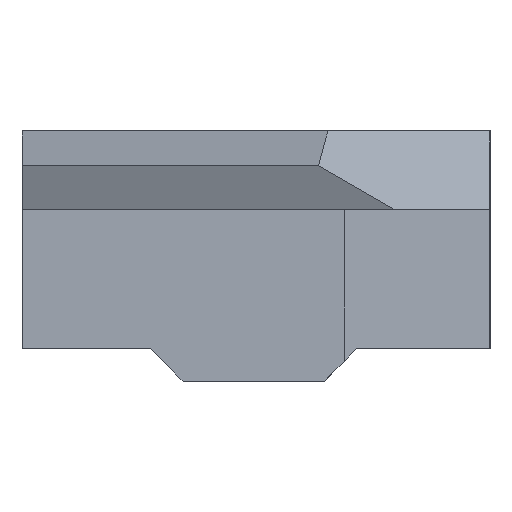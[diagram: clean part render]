
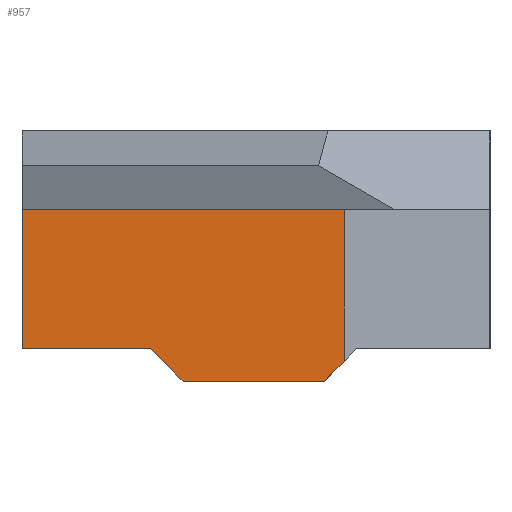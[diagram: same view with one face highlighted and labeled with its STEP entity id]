
A CAD part, left-side view. The second image highlights one B-rep face of the part: STEP entity #957.
In plain terms, the highlighted planar face has unit normal (-1, 0, 0).
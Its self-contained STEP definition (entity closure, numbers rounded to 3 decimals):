
#62=FACE_OUTER_BOUND('',#111,.T.);
#111=EDGE_LOOP('',(#703,#704,#705,#706,#707,#708,#709));
#199=LINE('',#1425,#321);
#203=LINE('',#1433,#325);
#204=LINE('',#1435,#326);
#205=LINE('',#1437,#327);
#206=LINE('',#1439,#328);
#207=LINE('',#1441,#329);
#208=LINE('',#1442,#330);
#321=VECTOR('',#1152,10.);
#325=VECTOR('',#1158,10.);
#326=VECTOR('',#1159,10.);
#327=VECTOR('',#1160,10.);
#328=VECTOR('',#1161,10.);
#329=VECTOR('',#1162,10.);
#330=VECTOR('',#1163,10.);
#431=VERTEX_POINT('',#1422);
#432=VERTEX_POINT('',#1424);
#435=VERTEX_POINT('',#1432);
#436=VERTEX_POINT('',#1434);
#437=VERTEX_POINT('',#1436);
#438=VERTEX_POINT('',#1438);
#439=VERTEX_POINT('',#1440);
#536=EDGE_CURVE('',#431,#432,#199,.T.);
#540=EDGE_CURVE('',#435,#431,#203,.T.);
#541=EDGE_CURVE('',#436,#435,#204,.T.);
#542=EDGE_CURVE('',#436,#437,#205,.T.);
#543=EDGE_CURVE('',#438,#437,#206,.T.);
#544=EDGE_CURVE('',#439,#438,#207,.T.);
#545=EDGE_CURVE('',#432,#439,#208,.T.);
#703=ORIENTED_EDGE('',*,*,#536,.F.);
#704=ORIENTED_EDGE('',*,*,#540,.F.);
#705=ORIENTED_EDGE('',*,*,#541,.F.);
#706=ORIENTED_EDGE('',*,*,#542,.T.);
#707=ORIENTED_EDGE('',*,*,#543,.F.);
#708=ORIENTED_EDGE('',*,*,#544,.F.);
#709=ORIENTED_EDGE('',*,*,#545,.F.);
#916=PLANE('',#1020);
#957=ADVANCED_FACE('',(#62),#916,.T.);
#1020=AXIS2_PLACEMENT_3D('',#1431,#1156,#1157);
#1152=DIRECTION('',(0.,0.,-1.));
#1156=DIRECTION('center_axis',(-1.,0.,0.));
#1157=DIRECTION('ref_axis',(0.,-1.,0.));
#1158=DIRECTION('',(0.,-1.,0.));
#1159=DIRECTION('',(0.,0.,1.));
#1160=DIRECTION('',(0.,-1.,0.));
#1161=DIRECTION('',(0.,0.707,0.707));
#1162=DIRECTION('',(0.,1.,0.));
#1163=DIRECTION('',(0.,0.707,-0.707));
#1422=CARTESIAN_POINT('',(-24.,6.29,6.));
#1424=CARTESIAN_POINT('',(-24.,6.29,-0.54));
#1425=CARTESIAN_POINT('',(-24.,6.29,0.));
#1431=CARTESIAN_POINT('Origin',(-24.,20.2,0.));
#1432=CARTESIAN_POINT('',(-24.,20.2,6.));
#1433=CARTESIAN_POINT('',(-24.,20.2,6.));
#1434=CARTESIAN_POINT('',(-24.,20.2,0.));
#1435=CARTESIAN_POINT('',(-24.,20.2,0.));
#1436=CARTESIAN_POINT('',(-24.,14.65,0.));
#1437=CARTESIAN_POINT('',(-24.,20.2,0.));
#1438=CARTESIAN_POINT('',(-24.,13.25,-1.4));
#1439=CARTESIAN_POINT('',(-24.,13.363,-1.287));
#1440=CARTESIAN_POINT('',(-24.,7.15,-1.4));
#1441=CARTESIAN_POINT('',(-24.,11.725,-1.4));
#1442=CARTESIAN_POINT('',(-24.,7.737,-1.988));
